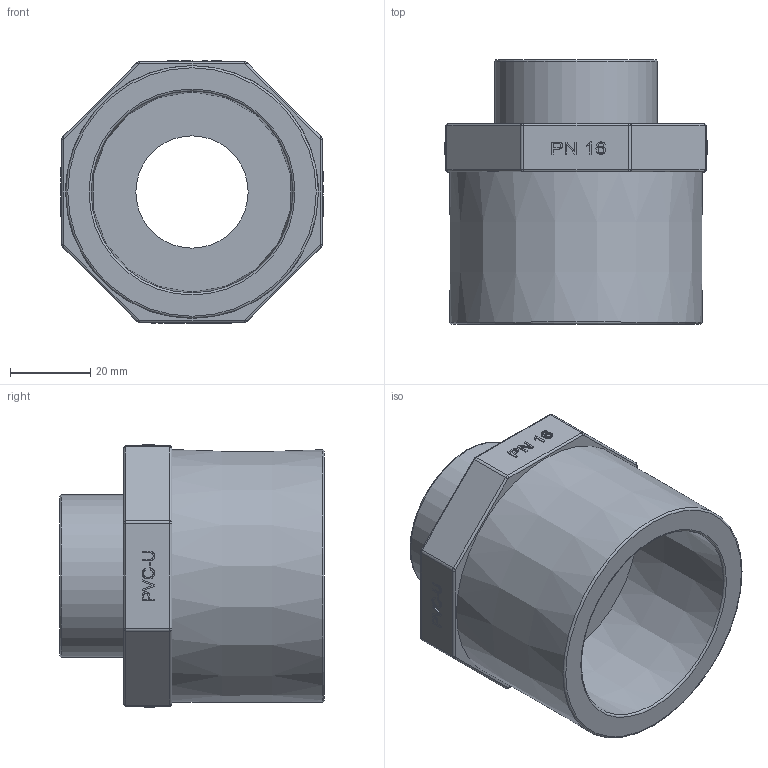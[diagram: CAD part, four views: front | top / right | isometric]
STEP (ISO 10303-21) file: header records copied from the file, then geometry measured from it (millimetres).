
FILE_DESCRIPTION(/* description */ (''),/* implementation_level */ '2;1');
FILE_NAME(/* name */ 'Z1E050032.stp',/* time_stamp */ '2025-07-24T10:44:02+08:00',/* author */ (''),/* organization */ (''),/* preprocessor_version */ 'ST-DEVELOPER v16.7',/* originating_system */ 'SIEMENS PLM Software NX 12.0',/* authorisation */ '');
FILE_SCHEMA (('AUTOMOTIVE_DESIGN { 1 0 10303 214 3 1 1 1 }'));
Length unit declared in the file: millimetre
Products named in the file (1): Admi07D8A7E3vmwf
Bounding box: 65.5 x 66 x 65.5 mm (x, y, z)
Volume: 94255.1 mm3; surface area: 27388.7 mm2
Topology: 1 solids, 1 shells, 284 faces, 699 edges, 454 vertices
Faces by surface type: plane 166, extrusion 51, cylinder 43, bspline 18, torus 4, cone 2
Full cylindrical faces by diameter (mm): 1.7 x1, 2.3 x1, 28 x1, 33.249 x8, 36 x1, 40.5 x1
Entity records: 11663 total; most frequent: CARTESIAN_POINT 5822, ORIENTED_EDGE 1324, DIRECTION 888, EDGE_CURVE 662, VERTEX_POINT 437, B_SPLINE_CURVE_WITH_KNOTS 389, EDGE_LOOP 327, AXIS2_PLACEMENT_3D 304
